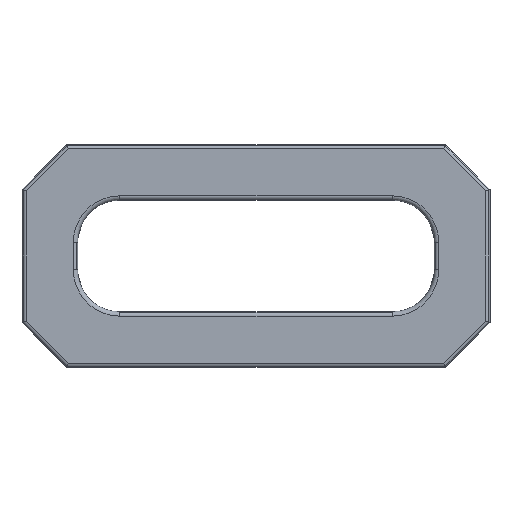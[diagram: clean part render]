
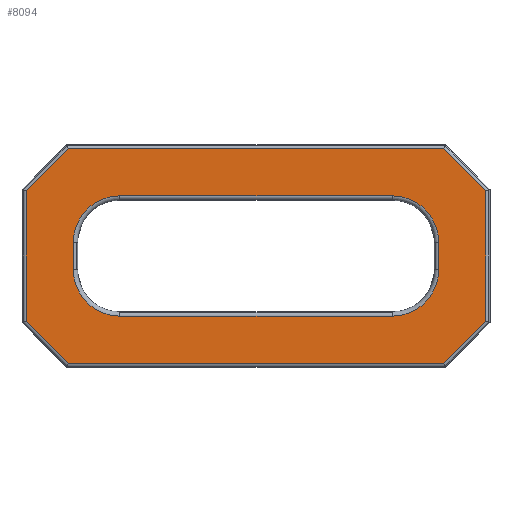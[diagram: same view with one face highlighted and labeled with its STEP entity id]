
A CAD part, front view. The second image highlights one B-rep face of the part: STEP entity #8094.
In plain terms, the highlighted planar face has unit normal (0, -1, 0).
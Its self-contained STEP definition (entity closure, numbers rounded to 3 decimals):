
#7835=CARTESIAN_POINT('',(11.7,0.0,-28.575));
#7836=VERTEX_POINT('',#7835);
#7846=CARTESIAN_POINT('',(22.225,0.0,-39.1));
#7847=VERTEX_POINT('',#7846);
#7848=CARTESIAN_POINT('',(22.225,0.0,-28.575));
#7849=DIRECTION('',(0.0,-1.0,-0.0));
#7850=DIRECTION('',(-0.707,0.0,-0.707));
#7851=AXIS2_PLACEMENT_3D('',#7848,#7849,#7850);
#7852=CIRCLE('',#7851,10.525);
#7853=EDGE_CURVE('no 83154',#7836,#7847,#7852,.T.);
#7926=CARTESIAN_POINT('',(22.225,0.0,-11.7));
#7927=VERTEX_POINT('',#7926);
#7935=CARTESIAN_POINT('',(11.7,0.0,-22.225));
#7936=VERTEX_POINT('',#7935);
#7937=CARTESIAN_POINT('',(22.225,0.0,-22.225));
#7938=DIRECTION('',(0.0,-1.0,0.0));
#7939=DIRECTION('',(-0.707,0.0,0.707));
#7940=AXIS2_PLACEMENT_3D('',#7937,#7938,#7939);
#7941=CIRCLE('',#7940,10.525);
#7942=EDGE_CURVE('no 70588',#7927,#7936,#7941,.T.);
#7964=CARTESIAN_POINT('',(11.7,0.0,-66.842));
#7965=DIRECTION('',(0.0,0.0,-1.0));
#7966=VECTOR('',#7965,1.0);
#7967=LINE('',#7964,#7966);
#7968=EDGE_CURVE('no 96771',#7936,#7836,#7967,.T.);
#7978=ORIENTED_EDGE('',*,*,#7968,.F.);
#7979=ORIENTED_EDGE('',*,*,#7942,.F.);
#7980=CARTESIAN_POINT('',(84.455,0.0,-11.7));
#7981=VERTEX_POINT('',#7980);
#7982=CARTESIAN_POINT('',(68.898,0.0,-11.7));
#7983=DIRECTION('',(-1.0,0.0,0.0));
#7984=VECTOR('',#7983,1.0);
#7985=LINE('',#7982,#7984);
#7986=EDGE_CURVE('no 91089',#7981,#7927,#7985,.T.);
#7987=ORIENTED_EDGE('',*,*,#7986,.F.);
#7988=CARTESIAN_POINT('',(94.98,0.0,-22.225));
#7989=VERTEX_POINT('',#7988);
#7990=CARTESIAN_POINT('',(84.455,0.0,-22.225));
#7991=DIRECTION('',(0.0,-1.0,0.0));
#7992=DIRECTION('',(0.707,0.0,0.707));
#7993=AXIS2_PLACEMENT_3D('',#7990,#7991,#7992);
#7994=CIRCLE('',#7993,10.525);
#7995=EDGE_CURVE('no 85212',#7989,#7981,#7994,.T.);
#7996=ORIENTED_EDGE('',*,*,#7995,.F.);
#7997=CARTESIAN_POINT('',(94.98,0.0,-28.575));
#7998=VERTEX_POINT('',#7997);
#7999=CARTESIAN_POINT('',(94.98,0.0,-70.017));
#8000=DIRECTION('',(0.0,0.0,1.0));
#8001=VECTOR('',#8000,1.0);
#8002=LINE('',#7999,#8001);
#8003=EDGE_CURVE('no 31070',#7998,#7989,#8002,.T.);
#8004=ORIENTED_EDGE('',*,*,#8003,.F.);
#8005=CARTESIAN_POINT('',(84.455,0.0,-39.1));
#8006=VERTEX_POINT('',#8005);
#8007=CARTESIAN_POINT('',(84.455,0.0,-28.575));
#8008=DIRECTION('',(0.0,-1.0,0.0));
#8009=DIRECTION('',(0.707,0.0,-0.707));
#8010=AXIS2_PLACEMENT_3D('',#8007,#8008,#8009);
#8011=CIRCLE('',#8010,10.525);
#8012=EDGE_CURVE('no 101748',#8006,#7998,#8011,.T.);
#8013=ORIENTED_EDGE('',*,*,#8012,.F.);
#8014=CARTESIAN_POINT('',(37.783,0.0,-39.1));
#8015=DIRECTION('',(1.0,0.0,0.0));
#8016=VECTOR('',#8015,1.0);
#8017=LINE('',#8014,#8016);
#8018=EDGE_CURVE('no 55323',#7847,#8006,#8017,.T.);
#8019=ORIENTED_EDGE('',*,*,#8018,.F.);
#8020=ORIENTED_EDGE('',*,*,#7853,.F.);
#8021=EDGE_LOOP('',(#7978,#7979,#7987,#7996,#8004,#8013,#8019,#8020));
#8022=FACE_OUTER_BOUND('',#8021,.T.);
#8023=CARTESIAN_POINT('',(105.68,0.0,-10.574));
#8024=VERTEX_POINT('',#8023);
#8025=CARTESIAN_POINT('',(105.68,0.0,-40.226));
#8026=VERTEX_POINT('',#8025);
#8027=CARTESIAN_POINT('',(105.68,0.0,-60.492));
#8028=DIRECTION('',(0.0,0.0,-1.0));
#8029=VECTOR('',#8028,1.0);
#8030=LINE('',#8027,#8029);
#8031=EDGE_CURVE('no 46143',#8024,#8026,#8030,.T.);
#8032=ORIENTED_EDGE('',*,*,#8031,.F.);
#8033=CARTESIAN_POINT('',(96.106,0.0,-1.0));
#8034=VERTEX_POINT('',#8033);
#8035=CARTESIAN_POINT('',(117.963,0.0,-22.857));
#8036=DIRECTION('',(0.707,0.0,-0.707));
#8037=VECTOR('',#8036,1.0);
#8038=LINE('',#8035,#8037);
#8039=EDGE_CURVE('no 77618',#8034,#8024,#8038,.T.);
#8040=ORIENTED_EDGE('',*,*,#8039,.F.);
#8041=CARTESIAN_POINT('',(10.574,0.0,-1.0));
#8042=VERTEX_POINT('',#8041);
#8043=CARTESIAN_POINT('',(30.29,0.0,-1.0));
#8044=DIRECTION('',(1.0,0.0,0.0));
#8045=VECTOR('',#8044,1.0);
#8046=LINE('',#8043,#8045);
#8047=EDGE_CURVE('no 60598',#8042,#8034,#8046,.T.);
#8048=ORIENTED_EDGE('',*,*,#8047,.F.);
#8049=CARTESIAN_POINT('',(1.0,0.0,-10.574));
#8050=VERTEX_POINT('',#8049);
#8051=CARTESIAN_POINT('',(-11.283,0.0,-22.857));
#8052=DIRECTION('',(0.707,0.0,0.707));
#8053=VECTOR('',#8052,1.0);
#8054=LINE('',#8051,#8053);
#8055=EDGE_CURVE('no 23751',#8050,#8042,#8054,.T.);
#8056=ORIENTED_EDGE('',*,*,#8055,.F.);
#8057=CARTESIAN_POINT('',(1.0,0.0,-40.226));
#8058=VERTEX_POINT('',#8057);
#8059=CARTESIAN_POINT('',(1.0,0.0,-76.367));
#8060=DIRECTION('',(0.0,0.0,1.0));
#8061=VECTOR('',#8060,1.0);
#8062=LINE('',#8059,#8061);
#8063=EDGE_CURVE('no 48494',#8058,#8050,#8062,.T.);
#8064=ORIENTED_EDGE('',*,*,#8063,.F.);
#8065=CARTESIAN_POINT('',(10.574,0.0,-49.8));
#8066=VERTEX_POINT('',#8065);
#8067=CARTESIAN_POINT('',(31.747,0.0,-70.973));
#8068=DIRECTION('',(-0.707,0.0,0.707));
#8069=VECTOR('',#8068,1.0);
#8070=LINE('',#8067,#8069);
#8071=EDGE_CURVE('no 116633',#8066,#8058,#8070,.T.);
#8072=ORIENTED_EDGE('',*,*,#8071,.F.);
#8073=CARTESIAN_POINT('',(96.106,0.0,-49.8));
#8074=VERTEX_POINT('',#8073);
#8075=CARTESIAN_POINT('',(76.391,0.0,-49.8));
#8076=DIRECTION('',(-1.0,0.0,0.0));
#8077=VECTOR('',#8076,1.0);
#8078=LINE('',#8075,#8077);
#8079=EDGE_CURVE('no 15016',#8074,#8066,#8078,.T.);
#8080=ORIENTED_EDGE('',*,*,#8079,.F.);
#8081=CARTESIAN_POINT('',(74.933,0.0,-70.973));
#8082=DIRECTION('',(-0.707,0.0,-0.707));
#8083=VECTOR('',#8082,1.0);
#8084=LINE('',#8081,#8083);
#8085=EDGE_CURVE('no 10536',#8026,#8074,#8084,.T.);
#8086=ORIENTED_EDGE('',*,*,#8085,.F.);
#8087=EDGE_LOOP('',(#8032,#8040,#8048,#8056,#8064,#8072,#8080,#8086));
#8088=FACE_BOUND('',#8087,.T.);
#8089=CARTESIAN_POINT('',(53.34,0.0,-111.459));
#8090=DIRECTION('',(-0.0,1.0,0.0));
#8091=DIRECTION('',(1.0,0.0,0.0));
#8092=AXIS2_PLACEMENT_3D('',#8089,#8090,#8091);
#8093=PLANE('',#8092);
#8094=ADVANCED_FACE('no 65852',(#8022,#8088),#8093,.F.);
